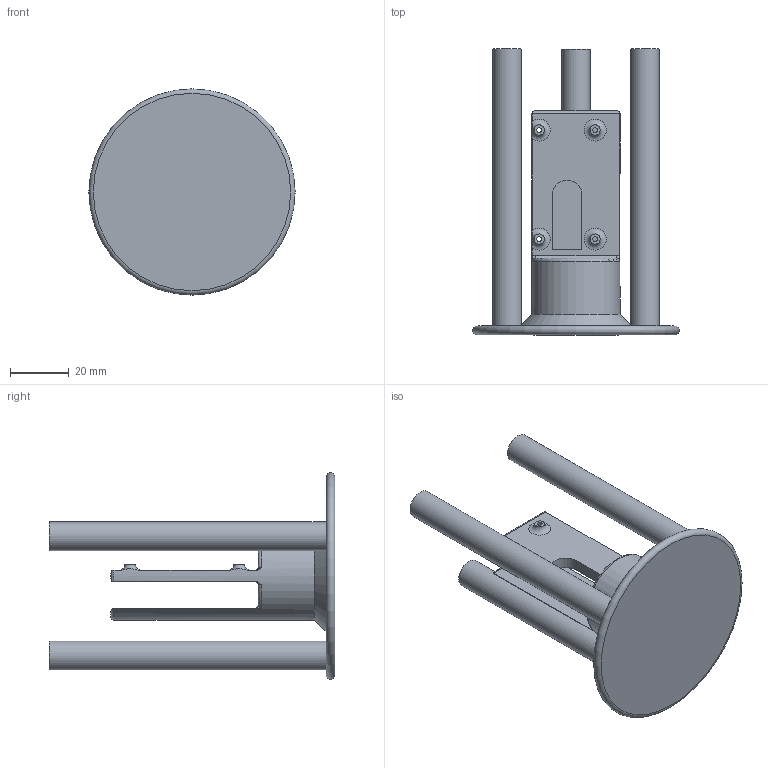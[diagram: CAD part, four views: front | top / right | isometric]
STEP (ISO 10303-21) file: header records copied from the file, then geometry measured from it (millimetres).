
FILE_DESCRIPTION(/* description */ (''),/* implementation_level */ '2;1');
FILE_NAME(/* name */ 'mini-lora-ws-base.step',/* time_stamp */ '2020-07-23T09:56:31+01:00',/* author */ (''),/* organization */ (''),/* preprocessor_version */ 'ST-DEVELOPER v18.1',/* originating_system */ 'Autodesk Translation Framework v9.3.0.1241',/* authorisation */ '');
FILE_SCHEMA (('AUTOMOTIVE_DESIGN { 1 0 10303 214 3 1 1 }'));
Length unit declared in the file: millimetre
Products named in the file (1): Base frame
Bounding box: 70 x 97 x 70 mm (x, y, z)
Volume: 57016.6 mm3; surface area: 24507.9 mm2
Topology: 1 solids, 1 shells, 60 faces, 140 edges, 88 vertices
Faces by surface type: plane 20, cylinder 19, torus 11, bspline 6, cone 4
Full cylindrical faces by diameter (mm): 1.6 x4, 3.3 x3, 9.75 x3, 30 x1
Entity records: 2166 total; most frequent: CARTESIAN_POINT 773, DIRECTION 279, ORIENTED_EDGE 274, EDGE_CURVE 137, AXIS2_PLACEMENT_3D 116, VERTEX_POINT 88, EDGE_LOOP 79, FACE_OUTER_BOUND 60
